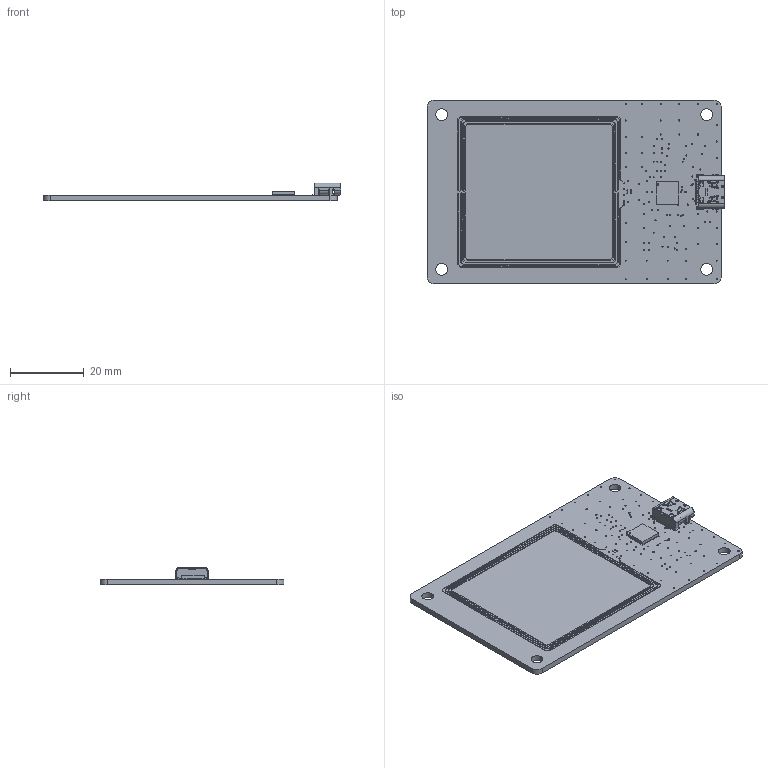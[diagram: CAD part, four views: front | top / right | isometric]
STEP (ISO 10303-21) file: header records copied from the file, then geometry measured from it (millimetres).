
FILE_DESCRIPTION(('FreeCAD Model'),'2;1');
FILE_NAME('Open CASCADE Shape Model','2025-02-05T13:38:40',(''),(''), 'Open CASCADE STEP processor 7.8','FreeCAD','Unknown');
FILE_SCHEMA(('AUTOMOTIVE_DESIGN { 1 0 10303 214 1 1 1 1 }'));
Length unit declared in the file: millimetre
Products named in the file (81): Unnamed; NFC_USB_VC_20250120; BOARD; EXTERNAL COPPER; TOP; PADS_TOP; RECT_1181X4528; RECT_1181X4529; OBLONG_3937X7087; OBLONG_3937X7088; OBLONG_3937X8268; OBLONG_3937X8269; RECT_1181X4530; RECT_1181X4531; RECT_1181X4532; RECT_1181X4533; RECT_1181X4534; RECT_1181X4535; RECT_2362X4528; RECT_2362X4529; RECT_2362X4530; RECT_2362X4531; BOTTOM; PADS_BOTTOM; OBLONG_3937X8270; OBLONG_3937X8271; OBLONG_3937X8272; OBLONG_3937X8273; COMPONENTS; QFN40-EP_6X6MM; ALSRobot-QFN40 6X6; ALSRobot-QFN40 6X6_User Library-QFN-40_1_1; ALSRobot-QFN40 6X6_User Library-QFN-40_2_1; ALSRobot-QFN40 6X6_User Library-QFN-40_3_1; ALSRobot-QFN40 6X6_User Library-QFN-40_4_1; ALSRobot-QFN40 6X6_User Library-QFN-40_5_1; ALSRobot-QFN40 6X6_User Library-QFN-40_6_1; ALSRobot-QFN40 6X6_User Library-QFN-40_7_1; ALSRobot-QFN40 6X6_User Library-QFN-40_8_1; ALSRobot-QFN40 6X6_User Library-QFN-40_9_1 ...
Assembly tree (80 placements, depth 6):
  Unnamed
    NFC_USB_VC_20250120
      BOARD
      EXTERNAL COPPER
        TOP
          PADS_TOP
            RECT_1181X4528
            RECT_1181X4529
            OBLONG_3937X7087
            OBLONG_3937X7088
            OBLONG_3937X8268
            OBLONG_3937X8269
            RECT_1181X4530
            RECT_1181X4531
            RECT_1181X4532
            RECT_1181X4533
            RECT_1181X4534
            RECT_1181X4535
            RECT_2362X4528
            RECT_2362X4529
            RECT_2362X4530
            RECT_2362X4531
        BOTTOM
          PADS_BOTTOM
            OBLONG_3937X8270
            OBLONG_3937X8271
            OBLONG_3937X8272
            OBLONG_3937X8273
      COMPONENTS
        QFN40-EP_6X6MM
          ALSRobot-QFN40 6X6
            ALSRobot-QFN40 6X6_User Library-QFN-40_1_1
            ALSRobot-QFN40 6X6_User Library-QFN-40_2_1
            ALSRobot-QFN40 6X6_User Library-QFN-40_3_1
            ALSRobot-QFN40 6X6_User Library-QFN-40_4_1
            ALSRobot-QFN40 6X6_User Library-QFN-40_5_1
            ALSRobot-QFN40 6X6_User Library-QFN-40_6_1
            ALSRobot-QFN40 6X6_User Library-QFN-40_7_1
            ALSRobot-QFN40 6X6_User Library-QFN-40_8_1
            ALSRobot-QFN40 6X6_User Library-QFN-40_9_1
            ALSRobot-QFN40 6X6_User Library-QFN-40_10_1
            ALSRobot-QFN40 6X6_User Library-QFN-40_11_1
            ALSRobot-QFN40 6X6_User Library-QFN-40_12_1
            ALSRobot-QFN40 6X6_User Library-QFN-40_13_1
            ALSRobot-QFN40 6X6_User Library-QFN-40_14_1
            ALSRobot-QFN40 6X6_User Library-QFN-40_15_1
            ALSRobot-QFN40 6X6_User Library-QFN-40_16_1
            ALSRobot-QFN40 6X6_User Library-QFN-40_17_1
            ALSRobot-QFN40 6X6_User Library-QFN-40_18_1
            ALSRobot-QFN40 6X6_User Library-QFN-40_19_1
            ALSRobot-QFN40 6X6_User Library-QFN-40_20_1
            ALSRobot-QFN40 6X6_User Library-QFN-40_21_1
            ALSRobot-QFN40 6X6_User Library-QFN-40_22_1
            ALSRobot-QFN40 6X6_User Library-QFN-40_23_1
            ALSRobot-QFN40 6X6_User Library-QFN-40_24_1
            ALSRobot-QFN40 6X6_User Library-QFN-40_25_1
            ALSRobot-QFN40 6X6_User Library-QFN-40_26_1
            ALSRobot-QFN40 6X6_User Library-QFN-40_27_1
            ALSRobot-QFN40 6X6_User Library-QFN-40_28_1
            ALSRobot-QFN40 6X6_User Library-QFN-40_29_1
Bounding box: 81 x 50 x 4.85 mm (x, y, z)
Volume: 152.8 mm3; surface area: 9433.2 mm2
Topology: 44 solids, 77 shells, 2086 faces, 5995 edges, 3881 vertices
Faces by surface type: plane 1246, cylinder 681, bspline 76, torus 54, cone 25, sphere 4
Entity records: 72743 total; most frequent: CARTESIAN_POINT 15059, DIRECTION 11530, ORIENTED_EDGE 11486, EDGE_CURVE 5991, LINE 4094, VECTOR 4094, VERTEX_POINT 3881, AXIS2_PLACEMENT_3D 3718
